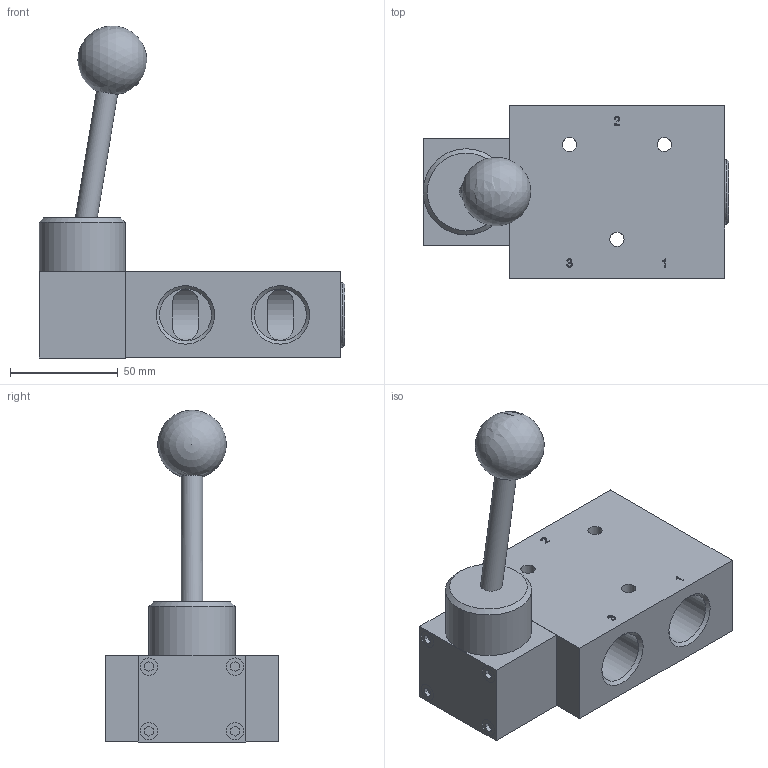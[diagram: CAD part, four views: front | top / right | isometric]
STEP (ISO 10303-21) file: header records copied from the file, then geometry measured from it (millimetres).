
FILE_DESCRIPTION(/* description */ ('Unknown'),/* implementation_level */ '2;1');
FILE_NAME(/* name */ 'HV 311 181',/* time_stamp */ '2018-11-26T07:08:15+01:00',/* author */ ('Unknown'),/* organization */ ('Unknown'),/* preprocessor_version */ 'ST-DEVELOPER v16.7',/* originating_system */ 'DEX',/* authorisation */ $);
FILE_SCHEMA (('AUTOMOTIVE_DESIGN {1 0 10303 214 3 1 1}'));
Length unit declared in the file: millimetre
Products named in the file (2): HV 311 181
Assembly tree (1 placements, depth 2):
  HV 311 181
    HV 311 181
Bounding box: 142 x 80 x 154.1 mm (x, y, z)
Volume: 337180.1 mm3; surface area: 70740.7 mm2
Topology: 3 solids, 3 shells, 172 faces, 422 edges, 277 vertices
Faces by surface type: plane 91, cylinder 42, cone 21, bspline 16, sphere 1, torus 1
Full cylindrical faces by diameter (mm): 2 x1, 4.134 x8, 6.6 x3, 8 x4, 10 x1, 22 x1, 24 x1, 24.117 x6, 28 x4, 28.05 x1, 28.5 x2, 30 x1, 40 x1
Entity records: 6547 total; most frequent: CARTESIAN_POINT 1728, DIRECTION 706, ORIENTED_EDGE 672, EDGE_CURVE 336, FACE_BOUND 270, EDGE_LOOP 266, VERTEX_POINT 252, AXIS2_PLACEMENT_3D 250
